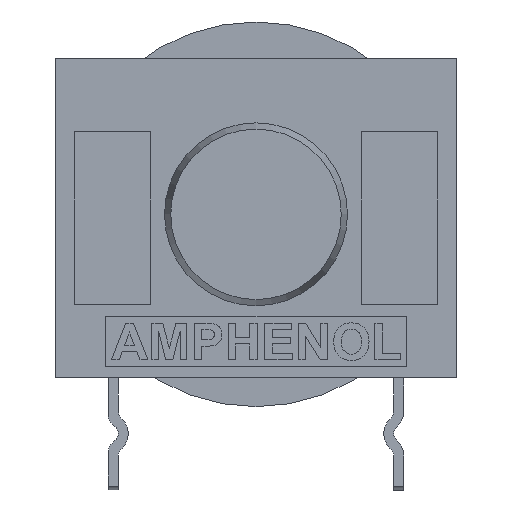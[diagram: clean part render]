
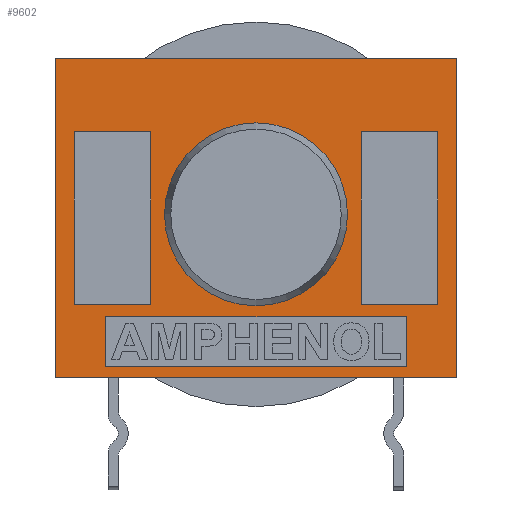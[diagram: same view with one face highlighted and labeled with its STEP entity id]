
A CAD part, left-side view. The second image highlights one B-rep face of the part: STEP entity #9602.
In plain terms, the highlighted planar face has unit normal (-1, 0, 0).
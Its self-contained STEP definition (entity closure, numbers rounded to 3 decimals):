
#158=FACE_BOUND('',#1612,.T.);
#159=FACE_BOUND('',#1613,.T.);
#160=FACE_BOUND('',#1614,.T.);
#161=FACE_BOUND('',#1615,.T.);
#465=PLANE('',#10314);
#1071=FACE_OUTER_BOUND('',#1611,.T.);
#1611=EDGE_LOOP('',(#8504,#8505,#8506,#8507));
#1612=EDGE_LOOP('',(#8508,#8509,#8510,#8511));
#1613=EDGE_LOOP('',(#8512));
#1614=EDGE_LOOP('',(#8513,#8514,#8515,#8516));
#1615=EDGE_LOOP('',(#8517,#8518,#8519,#8520));
#1858=LINE('',#13401,#2968);
#2209=LINE('',#14643,#3319);
#2212=LINE('',#14649,#3322);
#2215=LINE('',#14655,#3325);
#2218=LINE('',#14659,#3328);
#2471=LINE('',#15170,#3581);
#2588=LINE('',#15397,#3698);
#2600=LINE('',#15420,#3710);
#2625=LINE('',#15472,#3735);
#2630=LINE('',#15482,#3740);
#2649=LINE('',#15520,#3759);
#2653=LINE('',#15526,#3763);
#2655=LINE('',#15529,#3765);
#2657=LINE('',#15535,#3767);
#2660=LINE('',#15540,#3770);
#2664=LINE('',#15546,#3774);
#2968=VECTOR('',#10932,16.);
#3319=VECTOR('',#11491,12.);
#3322=VECTOR('',#11496,2.);
#3325=VECTOR('',#11501,12.);
#3328=VECTOR('',#11506,2.);
#3581=VECTOR('',#11943,12.7);
#3698=VECTOR('',#12170,12.7);
#3710=VECTOR('',#12198,16.);
#3735=VECTOR('',#12239,3.05);
#3740=VECTOR('',#12246,3.05);
#3759=VECTOR('',#12279,3.05);
#3763=VECTOR('',#12285,6.9);
#3765=VECTOR('',#12289,6.9);
#3767=VECTOR('',#12295,6.9);
#3770=VECTOR('',#12300,3.05);
#3774=VECTOR('',#12306,6.9);
#3983=CIRCLE('',#9899,3.65);
#4158=VERTEX_POINT('',#13037);
#4272=VERTEX_POINT('',#13398);
#4273=VERTEX_POINT('',#13400);
#4563=VERTEX_POINT('',#14640);
#4564=VERTEX_POINT('',#14642);
#4566=VERTEX_POINT('',#14648);
#4568=VERTEX_POINT('',#14654);
#4734=VERTEX_POINT('',#15168);
#4789=VERTEX_POINT('',#15396);
#4810=VERTEX_POINT('',#15469);
#4811=VERTEX_POINT('',#15471);
#4814=VERTEX_POINT('',#15479);
#4815=VERTEX_POINT('',#15481);
#4826=VERTEX_POINT('',#15517);
#4827=VERTEX_POINT('',#15519);
#4830=VERTEX_POINT('',#15534);
#4831=VERTEX_POINT('',#15539);
#5048=EDGE_CURVE('',#4158,#4158,#3983,.T.);
#5221=EDGE_CURVE('',#4272,#4273,#1858,.T.);
#5637=EDGE_CURVE('',#4564,#4563,#2209,.T.);
#5640=EDGE_CURVE('',#4566,#4564,#2212,.T.);
#5643=EDGE_CURVE('',#4568,#4566,#2215,.T.);
#5646=EDGE_CURVE('',#4563,#4568,#2218,.T.);
#5901=EDGE_CURVE('',#4272,#4734,#2471,.T.);
#6018=EDGE_CURVE('',#4273,#4789,#2588,.T.);
#6030=EDGE_CURVE('',#4734,#4789,#2600,.T.);
#6055=EDGE_CURVE('',#4811,#4810,#2625,.T.);
#6060=EDGE_CURVE('',#4815,#4814,#2630,.T.);
#6079=EDGE_CURVE('',#4827,#4826,#2649,.T.);
#6083=EDGE_CURVE('',#4814,#4827,#2653,.T.);
#6085=EDGE_CURVE('',#4826,#4815,#2655,.T.);
#6087=EDGE_CURVE('',#4830,#4811,#2657,.T.);
#6090=EDGE_CURVE('',#4831,#4830,#2660,.T.);
#6094=EDGE_CURVE('',#4810,#4831,#2664,.T.);
#8504=ORIENTED_EDGE('',*,*,#6030,.T.);
#8505=ORIENTED_EDGE('',*,*,#6018,.F.);
#8506=ORIENTED_EDGE('',*,*,#5221,.F.);
#8507=ORIENTED_EDGE('',*,*,#5901,.T.);
#8508=ORIENTED_EDGE('',*,*,#5637,.T.);
#8509=ORIENTED_EDGE('',*,*,#5646,.T.);
#8510=ORIENTED_EDGE('',*,*,#5643,.T.);
#8511=ORIENTED_EDGE('',*,*,#5640,.T.);
#8512=ORIENTED_EDGE('',*,*,#5048,.T.);
#8513=ORIENTED_EDGE('',*,*,#6079,.T.);
#8514=ORIENTED_EDGE('',*,*,#6085,.T.);
#8515=ORIENTED_EDGE('',*,*,#6060,.T.);
#8516=ORIENTED_EDGE('',*,*,#6083,.T.);
#8517=ORIENTED_EDGE('',*,*,#6055,.T.);
#8518=ORIENTED_EDGE('',*,*,#6094,.T.);
#8519=ORIENTED_EDGE('',*,*,#6090,.T.);
#8520=ORIENTED_EDGE('',*,*,#6087,.T.);
#9602=ADVANCED_FACE('',(#1071,#158,#159,#160,#161),#465,.T.);
#9899=AXIS2_PLACEMENT_3D('',#13038,#10579,#10580);
#10314=AXIS2_PLACEMENT_3D('',#15549,#12311,#12312);
#10579=DIRECTION('center_axis',(1.,0.,0.));
#10580=DIRECTION('ref_axis',(0.,1.,0.));
#10932=DIRECTION('',(0.,1.,0.));
#11491=DIRECTION('',(0.,1.,0.));
#11496=DIRECTION('',(0.,0.,-1.));
#11501=DIRECTION('',(0.,-1.,0.));
#11506=DIRECTION('',(0.,0.,1.));
#11943=DIRECTION('',(0.,0.,1.));
#12170=DIRECTION('',(0.,0.,1.));
#12198=DIRECTION('',(0.,1.,0.));
#12239=DIRECTION('',(0.,1.,0.));
#12246=DIRECTION('',(0.,1.,0.));
#12279=DIRECTION('',(0.,-1.,0.));
#12285=DIRECTION('',(0.,0.,1.));
#12289=DIRECTION('',(0.,0.,-1.));
#12295=DIRECTION('',(0.,0.,-1.));
#12300=DIRECTION('',(0.,-1.,0.));
#12306=DIRECTION('',(0.,0.,1.));
#12311=DIRECTION('center_axis',(-1.,0.,0.));
#12312=DIRECTION('ref_axis',(0.,0.,1.));
#13037=CARTESIAN_POINT('',(-11.7,-3.65,0.15));
#13038=CARTESIAN_POINT('Origin',(-11.7,0.,0.15));
#13398=CARTESIAN_POINT('',(-11.7,-8.,-6.35));
#13400=CARTESIAN_POINT('',(-11.7,8.,-6.35));
#13401=CARTESIAN_POINT('',(-11.7,-8.,-6.35));
#14640=CARTESIAN_POINT('',(-11.7,6.,-5.93));
#14642=CARTESIAN_POINT('',(-11.7,-6.,-5.93));
#14643=CARTESIAN_POINT('',(-11.7,-6.,-5.93));
#14648=CARTESIAN_POINT('',(-11.7,-6.,-3.93));
#14649=CARTESIAN_POINT('',(-11.7,-6.,-3.93));
#14654=CARTESIAN_POINT('',(-11.7,6.,-3.93));
#14655=CARTESIAN_POINT('',(-11.7,6.,-3.93));
#14659=CARTESIAN_POINT('',(-11.7,6.,-5.93));
#15168=CARTESIAN_POINT('',(-11.7,-8.,6.35));
#15170=CARTESIAN_POINT('',(-11.7,-8.,-6.35));
#15396=CARTESIAN_POINT('',(-11.7,8.,6.35));
#15397=CARTESIAN_POINT('',(-11.7,8.,-6.35));
#15420=CARTESIAN_POINT('',(-11.7,-8.,6.35));
#15469=CARTESIAN_POINT('',(-11.7,7.25,-3.45));
#15471=CARTESIAN_POINT('',(-11.7,4.2,-3.45));
#15472=CARTESIAN_POINT('',(-11.7,4.2,-3.45));
#15479=CARTESIAN_POINT('',(-11.7,-4.2,-3.45));
#15481=CARTESIAN_POINT('',(-11.7,-7.25,-3.45));
#15482=CARTESIAN_POINT('',(-11.7,-7.25,-3.45));
#15517=CARTESIAN_POINT('',(-11.7,-7.25,3.45));
#15519=CARTESIAN_POINT('',(-11.7,-4.2,3.45));
#15520=CARTESIAN_POINT('',(-11.7,-4.2,3.45));
#15526=CARTESIAN_POINT('',(-11.7,-4.2,-3.45));
#15529=CARTESIAN_POINT('',(-11.7,-7.25,3.45));
#15534=CARTESIAN_POINT('',(-11.7,4.2,3.45));
#15535=CARTESIAN_POINT('',(-11.7,4.2,3.45));
#15539=CARTESIAN_POINT('',(-11.7,7.25,3.45));
#15540=CARTESIAN_POINT('',(-11.7,7.25,3.45));
#15546=CARTESIAN_POINT('',(-11.7,7.25,-3.45));
#15549=CARTESIAN_POINT('Origin',(-11.7,-8.,-6.35));
